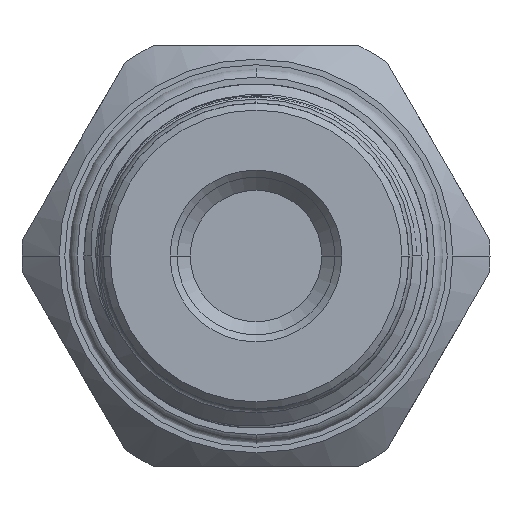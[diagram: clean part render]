
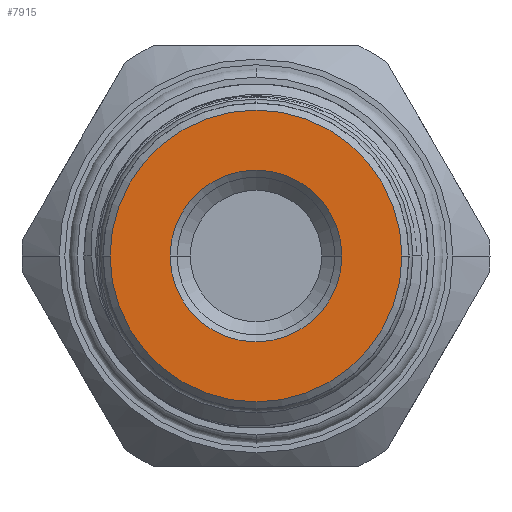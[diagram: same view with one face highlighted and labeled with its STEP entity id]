
A CAD part, left-side view. The second image highlights one B-rep face of the part: STEP entity #7915.
In plain terms, the highlighted planar face has unit normal (-1, 0, 0).
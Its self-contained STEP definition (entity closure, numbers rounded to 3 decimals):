
#231 = CIRCLE ( 'NONE', #1976, 4.9 ) ;
#324 = CARTESIAN_POINT ( 'NONE',  ( -72.795, 0., 0. ) ) ;
#856 = CARTESIAN_POINT ( 'NONE',  ( -72.795, -4.9, 0. ) ) ;
#1103 = DIRECTION ( 'NONE',  ( 1., 0., 0. ) ) ;
#1265 = EDGE_CURVE ( 'NONE', #5414, #9680, #9019, .T. ) ;
#1386 = EDGE_LOOP ( 'NONE', ( #4780, #6353 ) ) ;
#1847 = PLANE ( 'NONE',  #8037 ) ;
#1976 = AXIS2_PLACEMENT_3D ( 'NONE', #5320, #2849, #6941 ) ;
#2047 = DIRECTION ( 'NONE',  ( -1., 0., 0. ) ) ;
#2161 = CARTESIAN_POINT ( 'NONE',  ( -72.795, 0., 0. ) ) ;
#2849 = DIRECTION ( 'NONE',  ( 1., 0., 0. ) ) ;
#4245 = EDGE_CURVE ( 'NONE', #6331, #9586, #4406, .T. ) ;
#4406 = CIRCLE ( 'NONE', #8229, 8.325 ) ;
#4469 = DIRECTION ( 'NONE',  ( 0., 1., 0. ) ) ;
#4591 = DIRECTION ( 'NONE',  ( 0., -1., 0. ) ) ;
#4714 = AXIS2_PLACEMENT_3D ( 'NONE', #2161, #2047, #6164 ) ;
#4731 = CARTESIAN_POINT ( 'NONE',  ( -72.795, 4.9, 0. ) ) ;
#4780 = ORIENTED_EDGE ( 'NONE', *, *, #1265, .T. ) ;
#4940 = EDGE_LOOP ( 'NONE', ( #10074, #9785 ) ) ;
#5242 = FACE_OUTER_BOUND ( 'NONE', #4940, .T. ) ;
#5320 = CARTESIAN_POINT ( 'NONE',  ( -72.795, 0., 0. ) ) ;
#5414 = VERTEX_POINT ( 'NONE', #856 ) ;
#5641 = CIRCLE ( 'NONE', #4714, 8.325 ) ;
#5727 = EDGE_CURVE ( 'NONE', #9586, #6331, #5641, .T. ) ;
#6164 = DIRECTION ( 'NONE',  ( 0., -1., 0. ) ) ;
#6331 = VERTEX_POINT ( 'NONE', #9592 ) ;
#6353 = ORIENTED_EDGE ( 'NONE', *, *, #8485, .T. ) ;
#6941 = DIRECTION ( 'NONE',  ( 0., 1., 0. ) ) ;
#7004 = FACE_BOUND ( 'NONE', #1386, .T. ) ;
#7915 = ADVANCED_FACE ( 'NONE', ( #7004, #5242 ), #1847, .F. ) ;
#8037 = AXIS2_PLACEMENT_3D ( 'NONE', #8353, #1103, #9187 ) ;
#8229 = AXIS2_PLACEMENT_3D ( 'NONE', #8591, #10271, #4591 ) ;
#8285 = CARTESIAN_POINT ( 'NONE',  ( -72.795, -8.325, 0. ) ) ;
#8353 = CARTESIAN_POINT ( 'NONE',  ( -72.795, 0., 0. ) ) ;
#8485 = EDGE_CURVE ( 'NONE', #9680, #5414, #231, .T. ) ;
#8591 = CARTESIAN_POINT ( 'NONE',  ( -72.795, 0., 0. ) ) ;
#9019 = CIRCLE ( 'NONE', #9879, 4.9 ) ;
#9187 = DIRECTION ( 'NONE',  ( 0., 1., 0. ) ) ;
#9332 = DIRECTION ( 'NONE',  ( 1., 0., 0. ) ) ;
#9586 = VERTEX_POINT ( 'NONE', #8285 ) ;
#9592 = CARTESIAN_POINT ( 'NONE',  ( -72.795, 8.325, 0. ) ) ;
#9680 = VERTEX_POINT ( 'NONE', #4731 ) ;
#9785 = ORIENTED_EDGE ( 'NONE', *, *, #5727, .T. ) ;
#9879 = AXIS2_PLACEMENT_3D ( 'NONE', #324, #9332, #4469 ) ;
#10074 = ORIENTED_EDGE ( 'NONE', *, *, #4245, .T. ) ;
#10271 = DIRECTION ( 'NONE',  ( -1., 0., 0. ) ) ;
